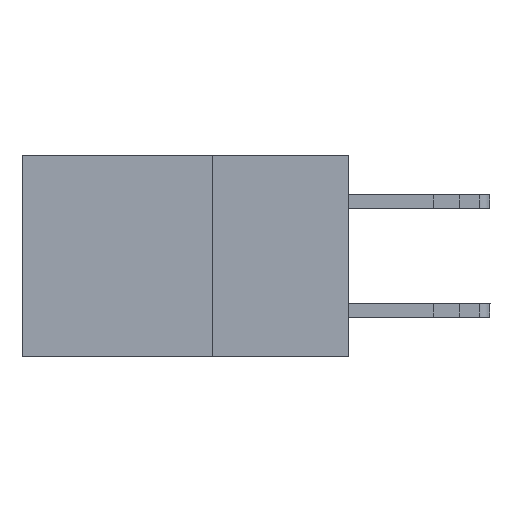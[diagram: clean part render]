
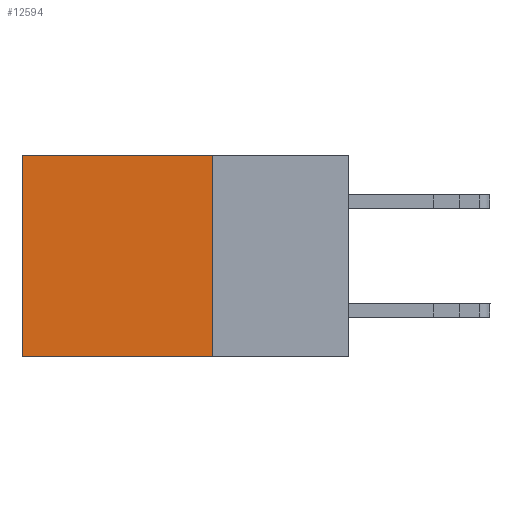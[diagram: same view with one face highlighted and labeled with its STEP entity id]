
A CAD part, left-side view. The second image highlights one B-rep face of the part: STEP entity #12594.
In plain terms, the highlighted planar face has unit normal (-1, 0, 0).
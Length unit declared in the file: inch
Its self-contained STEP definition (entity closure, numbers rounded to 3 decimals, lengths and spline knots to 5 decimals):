
#266 = CARTESIAN_POINT ( 'NONE',  ( 0.2615, 0.25, 0. ) ) ;
#1157 = DIRECTION ( 'NONE',  ( 0., 0., -1. ) ) ;
#1418 = DIRECTION ( 'NONE',  ( 0., 1., 0. ) ) ;
#1681 = LINE ( 'NONE', #3463, #4892 ) ;
#3259 = VERTEX_POINT ( 'NONE', #11698 ) ;
#3344 = FACE_OUTER_BOUND ( 'NONE', #8314, .T. ) ;
#3355 = DIRECTION ( 'NONE',  ( 0., 0., -1. ) ) ;
#3463 = CARTESIAN_POINT ( 'NONE',  ( 0.2615, 0.6, -0.37 ) ) ;
#4112 = EDGE_CURVE ( 'NONE', #12303, #3259, #9207, .T. ) ;
#4652 = EDGE_CURVE ( 'NONE', #5158, #3259, #1681, .T. ) ;
#4892 = VECTOR ( 'NONE', #3355, 39.37008 ) ;
#4914 = CARTESIAN_POINT ( 'NONE',  ( 0.2615, 0.6, 0. ) ) ;
#5158 = VERTEX_POINT ( 'NONE', #4914 ) ;
#5174 = ORIENTED_EDGE ( 'NONE', *, *, #4652, .T. ) ;
#6167 = CARTESIAN_POINT ( 'NONE',  ( 0.2615, 0.25, 0. ) ) ;
#8087 = LINE ( 'NONE', #266, #11318 ) ;
#8290 = DIRECTION ( 'NONE',  ( 1., 0., 0. ) ) ;
#8314 = EDGE_LOOP ( 'NONE', ( #5174, #10387, #12382, #11358 ) ) ;
#8523 = AXIS2_PLACEMENT_3D ( 'NONE', #11857, #8290, #1157 ) ;
#8970 = VECTOR ( 'NONE', #10947, 39.37008 ) ;
#9147 = DIRECTION ( 'NONE',  ( 0., 1., 0. ) ) ;
#9182 = CARTESIAN_POINT ( 'NONE',  ( 0.2615, 0.25, -0.37 ) ) ;
#9207 = LINE ( 'NONE', #9182, #12326 ) ;
#9381 = LINE ( 'NONE', #13203, #8970 ) ;
#9988 = VERTEX_POINT ( 'NONE', #6167 ) ;
#10387 = ORIENTED_EDGE ( 'NONE', *, *, #4112, .F. ) ;
#10947 = DIRECTION ( 'NONE',  ( 0., 0., -1. ) ) ;
#11318 = VECTOR ( 'NONE', #1418, 39.37008 ) ;
#11358 = ORIENTED_EDGE ( 'NONE', *, *, #14591, .T. ) ;
#11698 = CARTESIAN_POINT ( 'NONE',  ( 0.2615, 0.6, -0.37 ) ) ;
#11857 = CARTESIAN_POINT ( 'NONE',  ( 0.2615, 0.25, -0.37 ) ) ;
#12176 = EDGE_CURVE ( 'NONE', #9988, #12303, #9381, .T. ) ;
#12303 = VERTEX_POINT ( 'NONE', #14485 ) ;
#12326 = VECTOR ( 'NONE', #9147, 39.37008 ) ;
#12382 = ORIENTED_EDGE ( 'NONE', *, *, #12176, .F. ) ;
#12594 = ADVANCED_FACE ( 'NONE', ( #3344 ), #15130, .F. ) ;
#13203 = CARTESIAN_POINT ( 'NONE',  ( 0.2615, 0.25, -0.37 ) ) ;
#14485 = CARTESIAN_POINT ( 'NONE',  ( 0.2615, 0.25, -0.37 ) ) ;
#14591 = EDGE_CURVE ( 'NONE', #9988, #5158, #8087, .T. ) ;
#15130 = PLANE ( 'NONE',  #8523 ) ;
